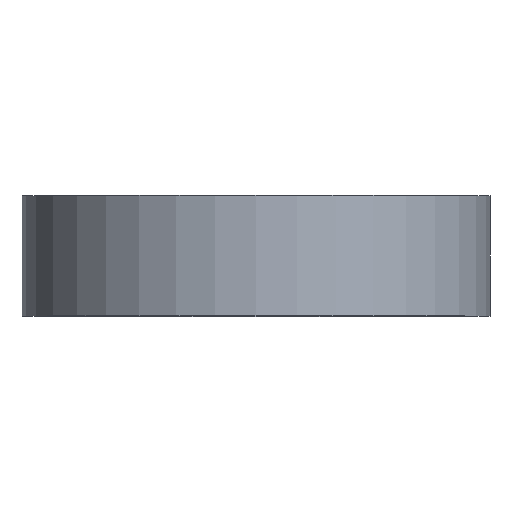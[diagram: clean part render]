
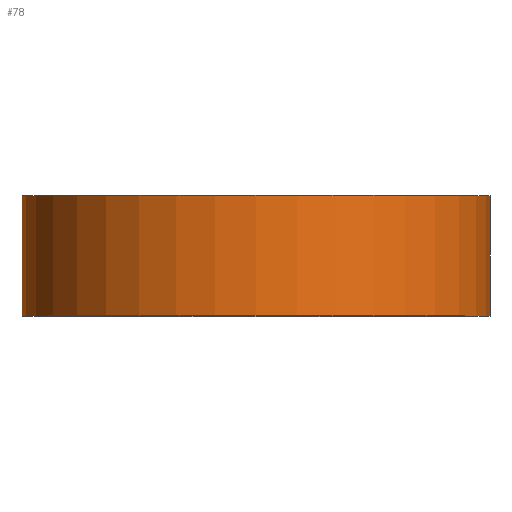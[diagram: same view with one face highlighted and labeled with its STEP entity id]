
A CAD part, top view. The second image highlights one B-rep face of the part: STEP entity #78.
In plain terms, the highlighted cylindrical face has radius 101.1 mm (diameter 202.2 mm), a full revolution.
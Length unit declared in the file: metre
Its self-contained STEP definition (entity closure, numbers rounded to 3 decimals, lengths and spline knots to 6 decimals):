
#78 = ADVANCED_FACE( '', ( #91, #92 ), #93, .T. );
#91 = FACE_OUTER_BOUND( '', #109, .T. );
#92 = FACE_OUTER_BOUND( '', #110, .T. );
#93 = CYLINDRICAL_SURFACE( '', #111, 0.1011 );
#109 = EDGE_LOOP( '', ( #133 ) );
#110 = EDGE_LOOP( '', ( #134 ) );
#111 = AXIS2_PLACEMENT_3D( '', #135, #136, #137 );
#133 = ORIENTED_EDGE( '', *, *, #152, .F. );
#134 = ORIENTED_EDGE( '', *, *, #151, .T. );
#135 = CARTESIAN_POINT( '', ( 0., 0.05, 0. ) );
#136 = DIRECTION( '', ( 0., -1., 0. ) );
#137 = DIRECTION( '', ( 0., 0., 1. ) );
#151 = EDGE_CURVE( '', #160, #160, #161, .T. );
#152 = EDGE_CURVE( '', #162, #162, #163, .T. );
#160 = VERTEX_POINT( '', #172 );
#161 = CIRCLE( '', #173, 0.1011 );
#162 = VERTEX_POINT( '', #174 );
#163 = CIRCLE( '', #175, 0.1011 );
#172 = CARTESIAN_POINT( '', ( 0., 0.36, 0.1011 ) );
#173 = AXIS2_PLACEMENT_3D( '', #187, #188, #189 );
#174 = CARTESIAN_POINT( '', ( 0., 0.412, 0.1011 ) );
#175 = AXIS2_PLACEMENT_3D( '', #190, #191, #192 );
#187 = CARTESIAN_POINT( '', ( 0., 0.36, 0. ) );
#188 = DIRECTION( '', ( 0., 1., 0. ) );
#189 = DIRECTION( '', ( 0., 0., 1. ) );
#190 = CARTESIAN_POINT( '', ( 0., 0.412, 0. ) );
#191 = DIRECTION( '', ( 0., 1., 0. ) );
#192 = DIRECTION( '', ( 0., 0., 1. ) );
